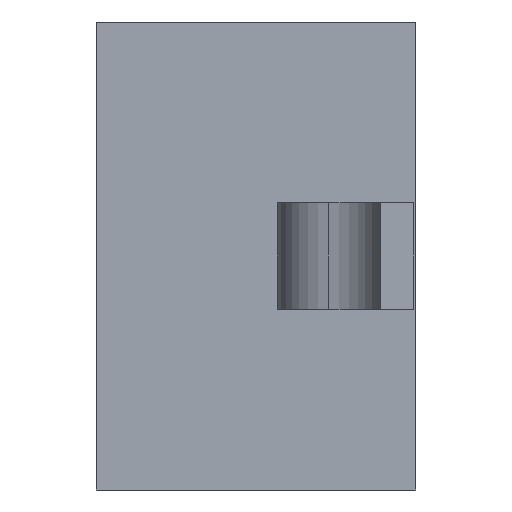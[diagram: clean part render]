
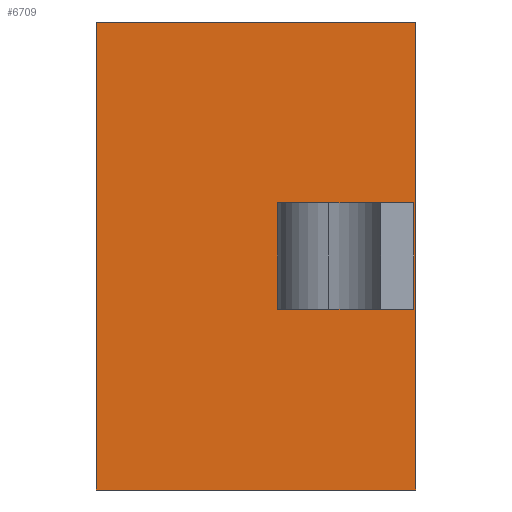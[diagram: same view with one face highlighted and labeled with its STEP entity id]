
A CAD part, left-side view. The second image highlights one B-rep face of the part: STEP entity #6709.
In plain terms, the highlighted planar face has unit normal (-1, 0, 0).
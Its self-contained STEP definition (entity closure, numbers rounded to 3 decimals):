
#1035 = EDGE_CURVE ( 'NONE', #1072, #1037, #7887, .T. ) ;
#1037 = VERTEX_POINT ( 'NONE', #7883 ) ;
#1072 = VERTEX_POINT ( 'NONE', #7955 ) ;
#6709 = ADVANCED_FACE ( 'NONE', ( #18178, #18177 ), #18162, .F. ) ;
#6728 = VERTEX_POINT ( 'NONE', #18208 ) ;
#6733 = EDGE_LOOP ( 'NONE', ( #6865, #6857, #6854, #19824 ) ) ;
#6852 = VERTEX_POINT ( 'NONE', #18542 ) ;
#6854 = ORIENTED_EDGE ( 'NONE', *, *, #6855, .T. ) ;
#6855 = EDGE_CURVE ( 'NONE', #6856, #6852, #18604, .T. ) ;
#6856 = VERTEX_POINT ( 'NONE', #18600 ) ;
#6857 = ORIENTED_EDGE ( 'NONE', *, *, #6859, .T. ) ;
#6859 = EDGE_CURVE ( 'NONE', #6728, #6856, #18598, .T. ) ;
#6860 = VERTEX_POINT ( 'NONE', #18594 ) ;
#6861 = EDGE_CURVE ( 'NONE', #1037, #6867, #18593, .T. ) ;
#6862 = VERTEX_POINT ( 'NONE', #18589 ) ;
#6864 = ORIENTED_EDGE ( 'NONE', *, *, #6861, .F. ) ;
#6865 = ORIENTED_EDGE ( 'NONE', *, *, #6866, .F. ) ;
#6866 = EDGE_CURVE ( 'NONE', #6728, #6862, #18588, .T. ) ;
#6867 = VERTEX_POINT ( 'NONE', #18584 ) ;
#6869 = EDGE_CURVE ( 'NONE', #1072, #6860, #18578, .T. ) ;
#6874 = EDGE_CURVE ( 'NONE', #6860, #6867, #18608, .T. ) ;
#6875 = EDGE_LOOP ( 'NONE', ( #6876, #6864, #19798, #19791 ) ) ;
#6876 = ORIENTED_EDGE ( 'NONE', *, *, #6874, .T. ) ;
#7883 = CARTESIAN_POINT ( 'NONE',  ( -1.5, -0.75, 1.1 ) ) ;
#7884 = DIRECTION ( 'NONE',  ( 0., -1., 0. ) ) ;
#7885 = VECTOR ( 'NONE', #7884, 1000. ) ;
#7886 = CARTESIAN_POINT ( 'NONE',  ( -1.5, -4.043, 1.1 ) ) ;
#7887 = LINE ( 'NONE', #7886, #7885 ) ;
#7955 = CARTESIAN_POINT ( 'NONE',  ( -1.5, 0.75, 1.1 ) ) ;
#18160 = CARTESIAN_POINT ( 'NONE',  ( -1.5, -4.043, 1.1 ) ) ;
#18161 = AXIS2_PLACEMENT_3D ( 'NONE', #18160, #18222, #18221 ) ;
#18162 = PLANE ( 'NONE',  #18161 ) ;
#18177 = FACE_OUTER_BOUND ( 'NONE', #6875, .T. ) ;
#18178 = FACE_BOUND ( 'NONE', #6733, .T. ) ;
#18208 = CARTESIAN_POINT ( 'NONE',  ( -1.5, -0.1, 0.25 ) ) ;
#18221 = DIRECTION ( 'NONE',  ( 0., 1., 0. ) ) ;
#18222 = DIRECTION ( 'NONE',  ( 1., 0., 0. ) ) ;
#18542 = CARTESIAN_POINT ( 'NONE',  ( -1.5, -0.25, -0.25 ) ) ;
#18575 = DIRECTION ( 'NONE',  ( 0., 0., -1. ) ) ;
#18576 = VECTOR ( 'NONE', #18575, 1000. ) ;
#18577 = CARTESIAN_POINT ( 'NONE',  ( -1.5, 0.75, 1.1 ) ) ;
#18578 = LINE ( 'NONE', #18577, #18576 ) ;
#18584 = CARTESIAN_POINT ( 'NONE',  ( -1.5, -0.75, -1.1 ) ) ;
#18585 = DIRECTION ( 'NONE',  ( 0., 0., -1. ) ) ;
#18586 = VECTOR ( 'NONE', #18585, 1000. ) ;
#18587 = CARTESIAN_POINT ( 'NONE',  ( -1.5, -0.1, 0.25 ) ) ;
#18588 = LINE ( 'NONE', #18587, #18586 ) ;
#18589 = CARTESIAN_POINT ( 'NONE',  ( -1.5, -0.1, -0.25 ) ) ;
#18590 = DIRECTION ( 'NONE',  ( 0., 0., -1. ) ) ;
#18591 = VECTOR ( 'NONE', #18590, 1000. ) ;
#18592 = CARTESIAN_POINT ( 'NONE',  ( -1.5, -0.75, 1.1 ) ) ;
#18593 = LINE ( 'NONE', #18592, #18591 ) ;
#18594 = CARTESIAN_POINT ( 'NONE',  ( -1.5, 0.75, -1.1 ) ) ;
#18595 = DIRECTION ( 'NONE',  ( 0., -1., 0. ) ) ;
#18596 = VECTOR ( 'NONE', #18595, 1000. ) ;
#18597 = CARTESIAN_POINT ( 'NONE',  ( -1.5, -4.043, 0.25 ) ) ;
#18598 = LINE ( 'NONE', #18597, #18596 ) ;
#18600 = CARTESIAN_POINT ( 'NONE',  ( -1.5, -0.25, 0.25 ) ) ;
#18601 = DIRECTION ( 'NONE',  ( 0., 0., -1. ) ) ;
#18602 = VECTOR ( 'NONE', #18601, 1000. ) ;
#18603 = CARTESIAN_POINT ( 'NONE',  ( -1.5, -0.25, 0.25 ) ) ;
#18604 = LINE ( 'NONE', #18603, #18602 ) ;
#18605 = DIRECTION ( 'NONE',  ( 0., -1., 0. ) ) ;
#18606 = VECTOR ( 'NONE', #18605, 1000. ) ;
#18607 = CARTESIAN_POINT ( 'NONE',  ( -1.5, -4.043, -1.1 ) ) ;
#18608 = LINE ( 'NONE', #18607, #18606 ) ;
#19699 = DIRECTION ( 'NONE',  ( 0., -1., 0. ) ) ;
#19700 = VECTOR ( 'NONE', #19699, 1000. ) ;
#19701 = CARTESIAN_POINT ( 'NONE',  ( -1.5, -4.043, -0.25 ) ) ;
#19702 = LINE ( 'NONE', #19701, #19700 ) ;
#19791 = ORIENTED_EDGE ( 'NONE', *, *, #6869, .T. ) ;
#19798 = ORIENTED_EDGE ( 'NONE', *, *, #1035, .F. ) ;
#19824 = ORIENTED_EDGE ( 'NONE', *, *, #19825, .F. ) ;
#19825 = EDGE_CURVE ( 'NONE', #6862, #6852, #19702, .T. ) ;
